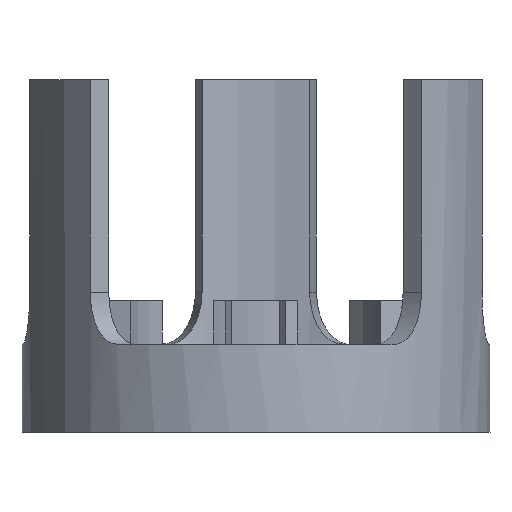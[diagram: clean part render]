
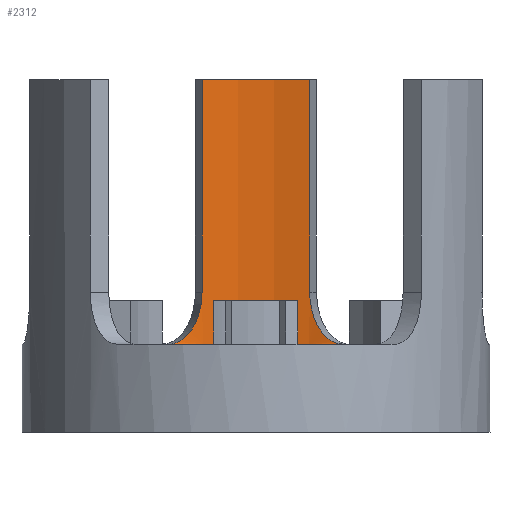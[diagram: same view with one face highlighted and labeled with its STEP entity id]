
A CAD part, front view. The second image highlights one B-rep face of the part: STEP entity #2312.
In plain terms, the highlighted cylindrical face has radius 12 mm (diameter 24 mm), a partial arc.
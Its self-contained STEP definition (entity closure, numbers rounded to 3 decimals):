
#31=B_SPLINE_CURVE_WITH_KNOTS('',3,(#4117,#4118,#4119,#4120,#4121,#4122,
#4123,#4124,#4125,#4126,#4127,#4128),.UNSPECIFIED.,.F.,.F.,(4,2,2,2,2,4),
(0.,0.047,0.1,0.185,0.274,
0.361),.UNSPECIFIED.);
#32=B_SPLINE_CURVE_WITH_KNOTS('',3,(#4135,#4136,#4137,#4138,#4139,#4140,
#4141,#4142,#4143,#4144,#4145,#4146),.UNSPECIFIED.,.F.,.F.,(4,2,2,2,2,4),
(0.,0.102,0.205,0.305,0.367,
0.422),.UNSPECIFIED.);
#43=CYLINDRICAL_SURFACE('',#2596,12.);
#153=FACE_OUTER_BOUND('',#299,.T.);
#299=EDGE_LOOP('',(#1824,#1825,#1826,#1827,#1828,#1829));
#495=LINE('',#4130,#687);
#496=LINE('',#4134,#688);
#687=VECTOR('',#3131,12.24);
#688=VECTOR('',#3134,12.24);
#788=CIRCLE('',#2438,12.);
#923=CIRCLE('',#2597,12.);
#946=VERTEX_POINT('',#3460);
#947=VERTEX_POINT('',#3462);
#1145=VERTEX_POINT('',#4116);
#1146=VERTEX_POINT('',#4129);
#1147=VERTEX_POINT('',#4131);
#1148=VERTEX_POINT('',#4133);
#1183=EDGE_CURVE('',#947,#946,#788,.T.);
#1419=EDGE_CURVE('',#946,#1145,#31,.T.);
#1420=EDGE_CURVE('',#1146,#1145,#495,.T.);
#1421=EDGE_CURVE('',#1147,#1146,#923,.T.);
#1422=EDGE_CURVE('',#1147,#1148,#496,.T.);
#1423=EDGE_CURVE('',#1148,#947,#32,.T.);
#1824=ORIENTED_EDGE('',*,*,#1183,.T.);
#1825=ORIENTED_EDGE('',*,*,#1419,.T.);
#1826=ORIENTED_EDGE('',*,*,#1420,.F.);
#1827=ORIENTED_EDGE('',*,*,#1421,.F.);
#1828=ORIENTED_EDGE('',*,*,#1422,.T.);
#1829=ORIENTED_EDGE('',*,*,#1423,.T.);
#2312=ADVANCED_FACE('',(#153),#43,.F.);
#2438=AXIS2_PLACEMENT_3D('',#3463,#2722,#2723);
#2596=AXIS2_PLACEMENT_3D('',#4115,#3129,#3130);
#2597=AXIS2_PLACEMENT_3D('',#4132,#3132,#3133);
#2722=DIRECTION('center_axis',(0.,0.,-1.));
#2723=DIRECTION('ref_axis',(1.,0.,0.));
#3129=DIRECTION('center_axis',(0.,0.,-1.));
#3130=DIRECTION('ref_axis',(-1.,0.,0.));
#3131=DIRECTION('',(0.,0.,-1.));
#3132=DIRECTION('center_axis',(0.,0.,-1.));
#3133=DIRECTION('ref_axis',(1.,0.,0.));
#3134=DIRECTION('',(0.,0.,-1.));
#3460=CARTESIAN_POINT('',(4.994,10.911,5.08));
#3462=CARTESIAN_POINT('',(-4.994,10.911,5.08));
#3463=CARTESIAN_POINT('Origin',(0.,0.,5.08));
#4115=CARTESIAN_POINT('Origin',(0.,0.,20.32));
#4116=CARTESIAN_POINT('',(3.106,11.591,8.08));
#4117=CARTESIAN_POINT('Ctrl Pts',(4.994,10.911,5.08));
#4118=CARTESIAN_POINT('Ctrl Pts',(4.852,10.976,5.08));
#4119=CARTESIAN_POINT('Ctrl Pts',(4.711,11.037,5.107));
#4120=CARTESIAN_POINT('Ctrl Pts',(4.419,11.158,5.216));
#4121=CARTESIAN_POINT('Ctrl Pts',(4.275,11.214,5.303));
#4122=CARTESIAN_POINT('Ctrl Pts',(3.932,11.34,5.584));
#4123=CARTESIAN_POINT('Ctrl Pts',(3.742,11.403,5.817));
#4124=CARTESIAN_POINT('Ctrl Pts',(3.418,11.504,6.397));
#4125=CARTESIAN_POINT('Ctrl Pts',(3.298,11.538,6.727));
#4126=CARTESIAN_POINT('Ctrl Pts',(3.143,11.581,7.394));
#4127=CARTESIAN_POINT('Ctrl Pts',(3.106,11.591,7.738));
#4128=CARTESIAN_POINT('Ctrl Pts',(3.106,11.591,8.08));
#4129=CARTESIAN_POINT('',(3.106,11.591,20.32));
#4130=CARTESIAN_POINT('',(3.106,11.591,20.32));
#4131=CARTESIAN_POINT('',(-3.106,11.591,20.32));
#4132=CARTESIAN_POINT('Origin',(0.,0.,20.32));
#4133=CARTESIAN_POINT('',(-3.106,11.591,8.08));
#4134=CARTESIAN_POINT('',(-3.106,11.591,20.32));
#4135=CARTESIAN_POINT('Ctrl Pts',(-3.106,11.591,8.08));
#4136=CARTESIAN_POINT('Ctrl Pts',(-3.106,11.591,7.74));
#4137=CARTESIAN_POINT('Ctrl Pts',(-3.143,11.581,7.396));
#4138=CARTESIAN_POINT('Ctrl Pts',(-3.297,11.539,6.731));
#4139=CARTESIAN_POINT('Ctrl Pts',(-3.416,11.505,6.402));
#4140=CARTESIAN_POINT('Ctrl Pts',(-3.739,11.404,5.822));
#4141=CARTESIAN_POINT('Ctrl Pts',(-3.928,11.341,5.587));
#4142=CARTESIAN_POINT('Ctrl Pts',(-4.272,11.215,5.305));
#4143=CARTESIAN_POINT('Ctrl Pts',(-4.417,11.159,5.217));
#4144=CARTESIAN_POINT('Ctrl Pts',(-4.71,11.038,5.107));
#4145=CARTESIAN_POINT('Ctrl Pts',(-4.851,10.977,5.08));
#4146=CARTESIAN_POINT('Ctrl Pts',(-4.994,10.911,5.08));
